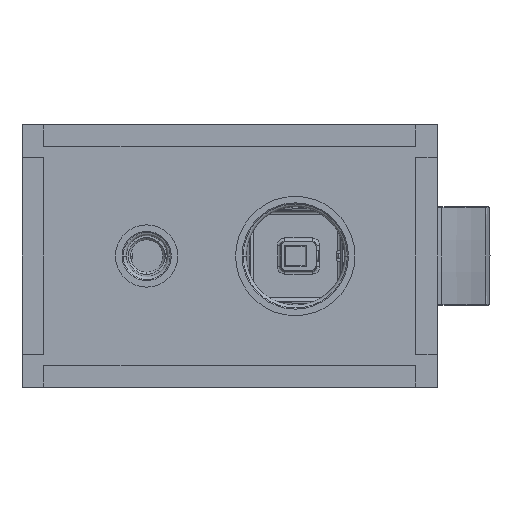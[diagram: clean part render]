
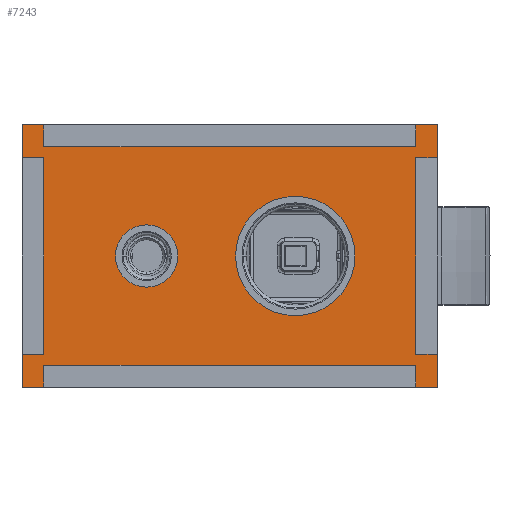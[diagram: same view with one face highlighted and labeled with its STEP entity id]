
A CAD part, left-side view. The second image highlights one B-rep face of the part: STEP entity #7243.
In plain terms, the highlighted face is planar.
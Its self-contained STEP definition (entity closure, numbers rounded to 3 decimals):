
#6648=DIRECTION('',(0.,0.,1.));
#6649=VECTOR('',#6648,190.);
#6650=CARTESIAN_POINT('',(-60.,0.,-95.));
#6651=LINE('',#6650,#6649);
#6655=DIRECTION('',(1.,0.,0.));
#6656=VECTOR('',#6655,120.);
#6657=CARTESIAN_POINT('',(-60.,0.,95.));
#6658=LINE('',#6657,#6656);
#6662=DIRECTION('',(0.,0.,-1.));
#6663=VECTOR('',#6662,190.);
#6664=CARTESIAN_POINT('',(60.,0.,95.));
#6665=LINE('',#6664,#6663);
#6669=DIRECTION('',(-1.,0.,0.));
#6670=VECTOR('',#6669,120.);
#6671=CARTESIAN_POINT('',(60.,0.,-95.));
#6672=LINE('',#6671,#6670);
#6676=CARTESIAN_POINT('',(0.,0.,-30.));
#6677=DIRECTION('',(0.,-1.,0.));
#6678=DIRECTION('',(0.,0.,-1.));
#6679=AXIS2_PLACEMENT_3D('',#6676,#6677,#6678);
#6684=CARTESIAN_POINT('',(0.,0.,-30.));
#6685=DIRECTION('',(0.,-1.,0.));
#6686=DIRECTION('',(0.,0.,1.));
#6687=AXIS2_PLACEMENT_3D('',#6684,#6685,#6686);
#6708=CARTESIAN_POINT('',(0.,0.,38.));
#6709=DIRECTION('',(0.,-1.,0.));
#6710=DIRECTION('',(0.,0.,-1.));
#6711=AXIS2_PLACEMENT_3D('',#6708,#6709,#6710);
#6716=CARTESIAN_POINT('',(0.,0.,38.));
#6717=DIRECTION('',(0.,-1.,0.));
#6718=DIRECTION('',(0.,0.,1.));
#6719=AXIS2_PLACEMENT_3D('',#6716,#6717,#6718);
#7136=CARTESIAN_POINT('',(-60.,0.,-95.));
#7137=CARTESIAN_POINT('',(-60.,0.,95.));
#7138=VERTEX_POINT('',#7136);
#7139=VERTEX_POINT('',#7137);
#7140=CARTESIAN_POINT('',(60.,0.,95.));
#7141=VERTEX_POINT('',#7140);
#7142=CARTESIAN_POINT('',(60.,0.,-95.));
#7143=VERTEX_POINT('',#7142);
#7172=CARTESIAN_POINT('',(0.,0.,-57.3));
#7173=CARTESIAN_POINT('',(0.,0.,-2.7));
#7174=VERTEX_POINT('',#7172);
#7175=VERTEX_POINT('',#7173);
#7184=CARTESIAN_POINT('',(0.,0.,23.75));
#7185=CARTESIAN_POINT('',(0.,0.,52.25));
#7186=VERTEX_POINT('',#7184);
#7187=VERTEX_POINT('',#7185);
#7216=CARTESIAN_POINT('',(0.,0.,0.));
#7217=DIRECTION('',(0.,1.,0.));
#7218=DIRECTION('',(1.,0.,0.));
#7219=AXIS2_PLACEMENT_3D('',#7216,#7217,#7218);
#7220=PLANE('',#7219);
#7222=ORIENTED_EDGE('',*,*,#7221,.T.);
#7224=ORIENTED_EDGE('',*,*,#7223,.T.);
#7226=ORIENTED_EDGE('',*,*,#7225,.T.);
#7228=ORIENTED_EDGE('',*,*,#7227,.T.);
#7229=EDGE_LOOP('',(#7222,#7224,#7226,#7228));
#7230=FACE_OUTER_BOUND('',#7229,.F.);
#7232=ORIENTED_EDGE('',*,*,#7231,.T.);
#7234=ORIENTED_EDGE('',*,*,#7233,.T.);
#7235=EDGE_LOOP('',(#7232,#7234));
#7236=FACE_BOUND('',#7235,.F.);
#7238=ORIENTED_EDGE('',*,*,#7237,.T.);
#7240=ORIENTED_EDGE('',*,*,#7239,.T.);
#7241=EDGE_LOOP('',(#7238,#7240));
#7242=FACE_BOUND('',#7241,.F.);
#7243=ADVANCED_FACE('',(#7230,#7236,#7242),#7220,.F.);
#6680=CIRCLE('',#6679,27.3);
#6688=CIRCLE('',#6687,27.3);
#6712=CIRCLE('',#6711,14.25);
#6720=CIRCLE('',#6719,14.25);
#7221=EDGE_CURVE('',#7138,#7139,#6651,.T.);
#7223=EDGE_CURVE('',#7139,#7141,#6658,.T.);
#7225=EDGE_CURVE('',#7141,#7143,#6665,.T.);
#7227=EDGE_CURVE('',#7143,#7138,#6672,.T.);
#7231=EDGE_CURVE('',#7174,#7175,#6680,.T.);
#7233=EDGE_CURVE('',#7175,#7174,#6688,.T.);
#7237=EDGE_CURVE('',#7186,#7187,#6712,.T.);
#7239=EDGE_CURVE('',#7187,#7186,#6720,.T.);
